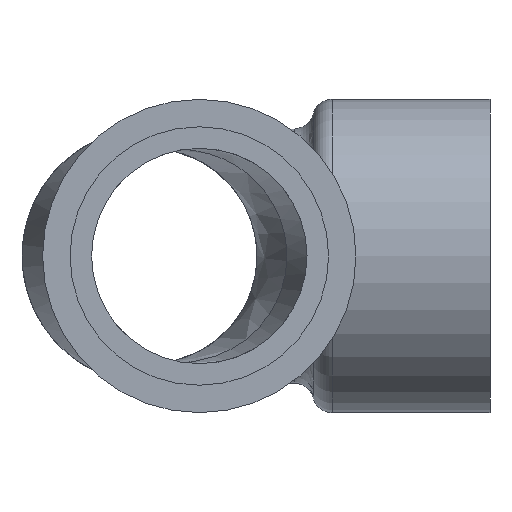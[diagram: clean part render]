
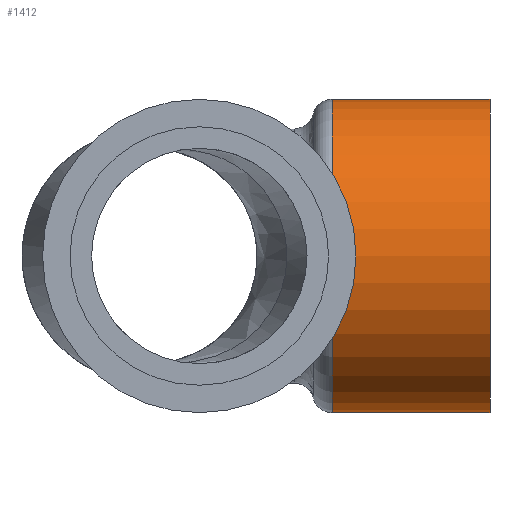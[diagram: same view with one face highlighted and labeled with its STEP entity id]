
A CAD part, front view. The second image highlights one B-rep face of the part: STEP entity #1412.
In plain terms, the highlighted cylindrical face has radius 16 mm (diameter 32 mm), a full revolution.
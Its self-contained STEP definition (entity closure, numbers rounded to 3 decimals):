
#42=LINE('',#2611,#101);
#101=VECTOR('',#1759,15.);
#167=CIRCLE('',#1533,16.);
#168=CIRCLE('',#1534,16.);
#169=CIRCLE('',#1536,16.);
#249=CYLINDRICAL_SURFACE('',#1535,16.);
#336=FACE_OUTER_BOUND('',#424,.T.);
#424=EDGE_LOOP('',(#1021,#1022,#1023,#1024,#1025));
#624=VERTEX_POINT('',#2603);
#625=VERTEX_POINT('',#2605);
#626=VERTEX_POINT('',#2609);
#779=EDGE_CURVE('',#624,#625,#167,.T.);
#780=EDGE_CURVE('',#625,#624,#168,.T.);
#781=EDGE_CURVE('',#626,#626,#169,.F.);
#782=EDGE_CURVE('',#626,#625,#42,.T.);
#1021=ORIENTED_EDGE('',*,*,#781,.F.);
#1022=ORIENTED_EDGE('',*,*,#782,.T.);
#1023=ORIENTED_EDGE('',*,*,#779,.F.);
#1024=ORIENTED_EDGE('',*,*,#780,.F.);
#1025=ORIENTED_EDGE('',*,*,#782,.F.);
#1412=ADVANCED_FACE('',(#336),#249,.T.);
#1533=AXIS2_PLACEMENT_3D('',#2606,#1751,#1752);
#1534=AXIS2_PLACEMENT_3D('',#2607,#1753,#1754);
#1535=AXIS2_PLACEMENT_3D('',#2608,#1755,#1756);
#1536=AXIS2_PLACEMENT_3D('',#2610,#1757,#1758);
#1751=DIRECTION('center_axis',(-1.,0.,0.));
#1752=DIRECTION('ref_axis',(0.,1.,0.));
#1753=DIRECTION('center_axis',(-1.,0.,0.));
#1754=DIRECTION('ref_axis',(0.,1.,0.));
#1755=DIRECTION('center_axis',(1.,0.,0.));
#1756=DIRECTION('ref_axis',(0.,1.,0.));
#1757=DIRECTION('center_axis',(-1.,0.,0.));
#1758=DIRECTION('ref_axis',(0.,1.,0.));
#1759=DIRECTION('',(-1.,0.,0.));
#2603=CARTESIAN_POINT('',(38.562,118.756,-35.099));
#2605=CARTESIAN_POINT('',(38.562,102.756,-19.099));
#2606=CARTESIAN_POINT('Origin',(38.562,118.756,-19.099));
#2607=CARTESIAN_POINT('Origin',(38.562,118.756,-19.099));
#2608=CARTESIAN_POINT('Origin',(39.689,118.756,-19.099));
#2609=CARTESIAN_POINT('',(54.689,102.756,-19.099));
#2610=CARTESIAN_POINT('Origin',(54.689,118.756,-19.099));
#2611=CARTESIAN_POINT('',(39.689,102.756,-19.099));
